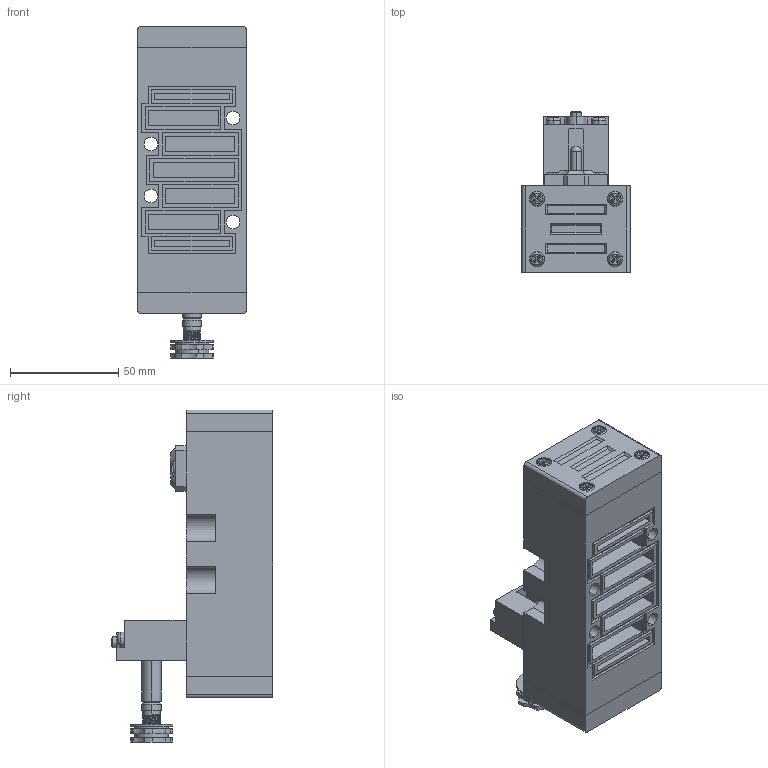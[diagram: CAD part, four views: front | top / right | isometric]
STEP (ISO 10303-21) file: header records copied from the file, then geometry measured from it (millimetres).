
FILE_DESCRIPTION (( 'STEP AP214' ), '1' );
FILE_NAME ('SIV511-IP.STEP', '2019-08-30T05:38:18', ( 'yrd2' ), ( 'Hewlett-Packard Company' ), 'SwSTEP 2.0', 'SolidWorks 2008', '' );
FILE_SCHEMA (( 'AUTOMOTIVE_DESIGN' ));
Length unit declared in the file: millimetre
Products named in the file (6): SIV500 Body_ル遽; SIV500 Pilot; SIV500 Cnomo Pilot; SIV500 Semi Pilot_ル遽; 濡旎傘お_ル遽; SIV511-IP
Assembly tree (6 placements, depth 2):
  SIV511-IP
    SIV500 Pilot
    SIV500 Semi Pilot_ル遽  x2
    濡旎傘お_ル遽
    SIV500 Body_ル遽
    SIV500 Cnomo Pilot
Bounding box: 50 x 74.6 x 153.35 mm (x, y, z)
Volume: 250899 mm3; surface area: 62826 mm2
Topology: 6 solids, 6 shells, 784 faces, 1980 edges, 1300 vertices
Faces by surface type: plane 535, cylinder 178, cone 44, torus 24, bspline 2, sphere 1
Entity records: 20823 total; most frequent: CARTESIAN_POINT 4877, ORIENTED_EDGE 3290, DIRECTION 3224, EDGE_CURVE 1645, AXIS2_PLACEMENT_3D 1086, VERTEX_POINT 1080, LINE 1052, VECTOR 1052
